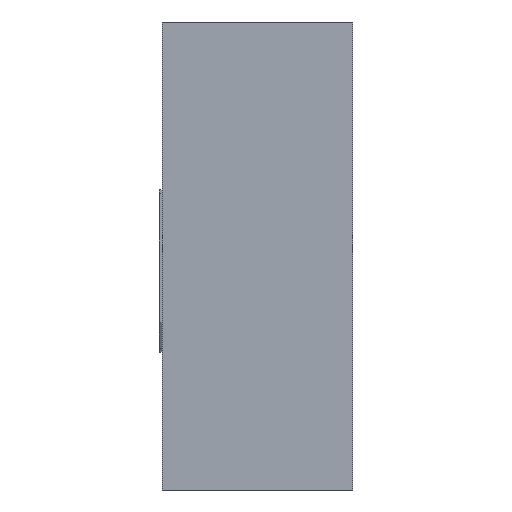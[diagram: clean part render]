
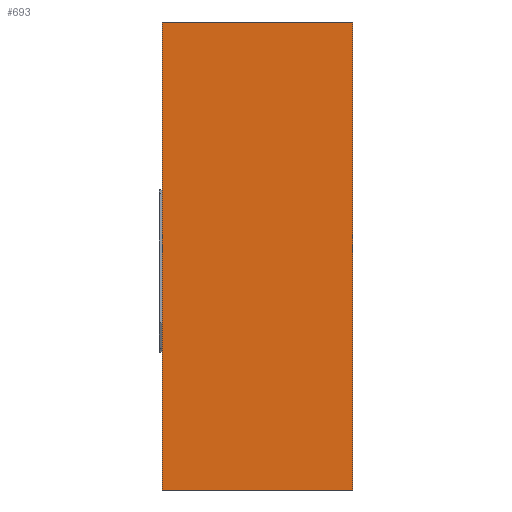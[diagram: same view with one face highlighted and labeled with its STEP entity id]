
A CAD part, left-side view. The second image highlights one B-rep face of the part: STEP entity #693.
In plain terms, the highlighted planar face has unit normal (-1, 0, 0).
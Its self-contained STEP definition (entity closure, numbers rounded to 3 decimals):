
#496=CARTESIAN_POINT('',(-1.55,-0.,-0.8));
#497=VERTEX_POINT('',#496);
#504=CARTESIAN_POINT('',(-1.55,0.65,-0.8));
#505=VERTEX_POINT('',#504);
#506=CARTESIAN_POINT('',(-1.55,0.65,-0.8));
#507=DIRECTION('',(0.,-1.,0.));
#508=VECTOR('',#507,0.65);
#509=LINE('',#506,#508);
#510=EDGE_CURVE('',#505,#497,#509,.T.);
#535=CARTESIAN_POINT('',(-1.55,-0.,0.8));
#536=VERTEX_POINT('',#535);
#543=CARTESIAN_POINT('',(-1.55,-0.,0.8));
#544=DIRECTION('',(0.,0.,-1.));
#545=VECTOR('',#544,1.6);
#546=LINE('',#543,#545);
#547=EDGE_CURVE('',#536,#497,#546,.T.);
#646=CARTESIAN_POINT('',(-1.55,0.65,0.8));
#647=VERTEX_POINT('',#646);
#654=CARTESIAN_POINT('',(-1.55,0.65,0.8));
#655=DIRECTION('',(0.,-1.,0.));
#656=VECTOR('',#655,0.65);
#657=LINE('',#654,#656);
#658=EDGE_CURVE('',#647,#536,#657,.T.);
#677=CARTESIAN_POINT('',(-1.55,-0.,0.8));
#678=DIRECTION('',(1.,0.,0.));
#679=DIRECTION('',(0.,1.,0.));
#680=AXIS2_PLACEMENT_3D('',#677,#678,#679);
#681=PLANE('',#680);
#682=ORIENTED_EDGE('',*,*,#510,.T.);
#683=ORIENTED_EDGE('',*,*,#547,.F.);
#684=ORIENTED_EDGE('',*,*,#658,.F.);
#685=CARTESIAN_POINT('',(-1.55,0.65,0.8));
#686=DIRECTION('',(0.,0.,-1.));
#687=VECTOR('',#686,1.6);
#688=LINE('',#685,#687);
#689=EDGE_CURVE('',#647,#505,#688,.T.);
#690=ORIENTED_EDGE('',*,*,#689,.T.);
#691=EDGE_LOOP('',(#682,#683,#684,#690));
#692=FACE_BOUND('',#691,.T.);
#693=ADVANCED_FACE('',(#692),#681,.F.);
